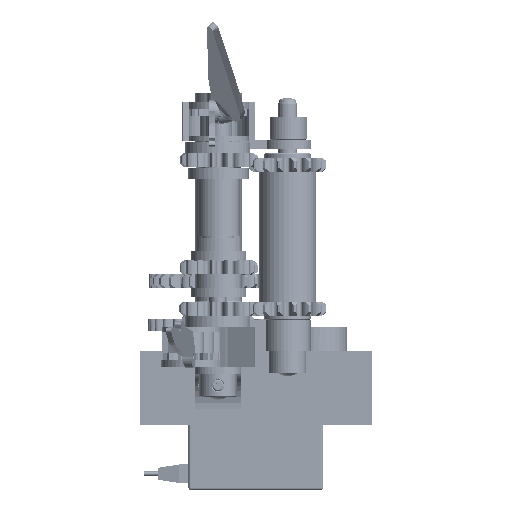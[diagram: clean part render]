
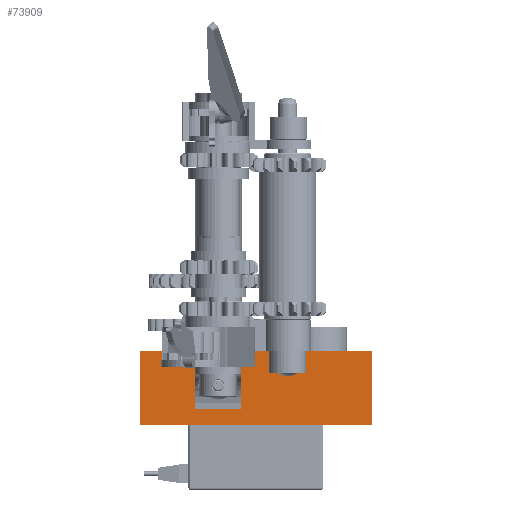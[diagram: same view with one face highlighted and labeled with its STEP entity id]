
A CAD part, front view. The second image highlights one B-rep face of the part: STEP entity #73909.
In plain terms, the highlighted planar face has unit normal (0, -1, 0).
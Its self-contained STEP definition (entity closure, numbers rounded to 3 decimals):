
#5312=PLANE('',#78369);
#6634=FACE_OUTER_BOUND('',#10769,.T.);
#10769=EDGE_LOOP('',(#50292,#50293,#50294,#50295,#50296,#50297,#50298,#50299));
#15225=LINE('',#106659,#20647);
#15227=LINE('',#106665,#20649);
#15228=LINE('',#106667,#20650);
#15229=LINE('',#106669,#20651);
#15230=LINE('',#106671,#20652);
#15231=LINE('',#106673,#20653);
#15232=LINE('',#106675,#20654);
#15233=LINE('',#106676,#20655);
#20647=VECTOR('',#85994,10.);
#20649=VECTOR('',#86000,10.);
#20650=VECTOR('',#86001,10.);
#20651=VECTOR('',#86002,10.);
#20652=VECTOR('',#86003,10.);
#20653=VECTOR('',#86004,10.);
#20654=VECTOR('',#86005,10.);
#20655=VECTOR('',#86006,10.);
#30178=VERTEX_POINT('',#106656);
#30179=VERTEX_POINT('',#106658);
#30181=VERTEX_POINT('',#106664);
#30182=VERTEX_POINT('',#106666);
#30183=VERTEX_POINT('',#106668);
#30184=VERTEX_POINT('',#106670);
#30185=VERTEX_POINT('',#106672);
#30186=VERTEX_POINT('',#106674);
#38420=EDGE_CURVE('',#30178,#30179,#15225,.T.);
#38423=EDGE_CURVE('',#30181,#30179,#15227,.T.);
#38424=EDGE_CURVE('',#30178,#30182,#15228,.T.);
#38425=EDGE_CURVE('',#30183,#30182,#15229,.T.);
#38426=EDGE_CURVE('',#30184,#30183,#15230,.T.);
#38427=EDGE_CURVE('',#30184,#30185,#15231,.T.);
#38428=EDGE_CURVE('',#30185,#30186,#15232,.T.);
#38429=EDGE_CURVE('',#30181,#30186,#15233,.T.);
#50292=ORIENTED_EDGE('',*,*,#38423,.T.);
#50293=ORIENTED_EDGE('',*,*,#38420,.F.);
#50294=ORIENTED_EDGE('',*,*,#38424,.T.);
#50295=ORIENTED_EDGE('',*,*,#38425,.F.);
#50296=ORIENTED_EDGE('',*,*,#38426,.F.);
#50297=ORIENTED_EDGE('',*,*,#38427,.T.);
#50298=ORIENTED_EDGE('',*,*,#38428,.T.);
#50299=ORIENTED_EDGE('',*,*,#38429,.F.);
#73909=ADVANCED_FACE('',(#6634),#5312,.T.);
#78369=AXIS2_PLACEMENT_3D('',#106663,#85998,#85999);
#85994=DIRECTION('',(1.,0.,0.));
#85998=DIRECTION('center_axis',(0.,-1.,0.));
#85999=DIRECTION('ref_axis',(1.,0.,0.));
#86000=DIRECTION('',(0.,0.,-1.));
#86001=DIRECTION('',(0.,0.,1.));
#86002=DIRECTION('',(1.,0.,0.));
#86003=DIRECTION('',(0.,0.,1.));
#86004=DIRECTION('',(1.,0.,0.));
#86005=DIRECTION('',(0.,0.,1.));
#86006=DIRECTION('',(1.,0.,0.));
#106656=CARTESIAN_POINT('',(6.8,-2.82,3.5));
#106658=CARTESIAN_POINT('',(16.8,-2.82,3.5));
#106659=CARTESIAN_POINT('',(0.9,-2.82,3.5));
#106663=CARTESIAN_POINT('Origin',(-5.,-2.82,0.));
#106664=CARTESIAN_POINT('',(16.8,-2.82,16.));
#106665=CARTESIAN_POINT('',(16.8,-2.82,8.));
#106666=CARTESIAN_POINT('',(6.8,-2.82,16.));
#106667=CARTESIAN_POINT('',(6.8,-2.82,8.));
#106668=CARTESIAN_POINT('',(-5.,-2.82,16.));
#106669=CARTESIAN_POINT('',(-5.,-2.82,16.));
#106670=CARTESIAN_POINT('',(-5.,-2.82,0.));
#106671=CARTESIAN_POINT('',(-5.,-2.82,0.));
#106672=CARTESIAN_POINT('',(45.,-2.82,0.));
#106673=CARTESIAN_POINT('',(-5.,-2.82,0.));
#106674=CARTESIAN_POINT('',(45.,-2.82,16.));
#106675=CARTESIAN_POINT('',(45.,-2.82,0.));
#106676=CARTESIAN_POINT('',(-5.,-2.82,16.));
